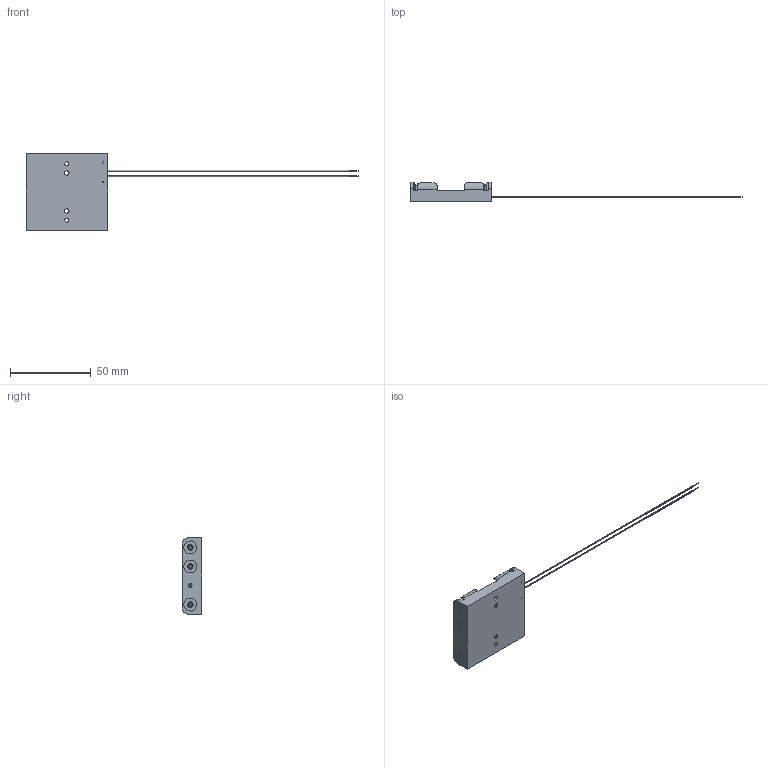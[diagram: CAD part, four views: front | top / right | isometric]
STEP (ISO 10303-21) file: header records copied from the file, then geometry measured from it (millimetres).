
FILE_DESCRIPTION (( 'STEP AP214' ), '1' );
FILE_NAME ('BC4AAAW.STEP', '2020-10-12T20:27:50', ( '' ), ( '' ), 'SwSTEP 2.0', 'SolidWorks 2017', '' );
FILE_SCHEMA (( 'AUTOMOTIVE_DESIGN' ));
Length unit declared in the file: millimetre
Products named in the file (1): BC4AAAW
Bounding box: 205.5 x 12.19 x 47.52 mm (x, y, z)
Volume: 7601.1 mm3; surface area: 12971.7 mm2
Topology: 15 solids, 15 shells, 610 faces, 1445 edges, 930 vertices
Faces by surface type: plane 305, cylinder 209, torus 72, bspline 24
Entity records: 22762 total; most frequent: CARTESIAN_POINT 8109, DIRECTION 3118, ORIENTED_EDGE 2890, EDGE_CURVE 1445, AXIS2_PLACEMENT_3D 1153, VERTEX_POINT 930, VECTOR 812, LINE 812
